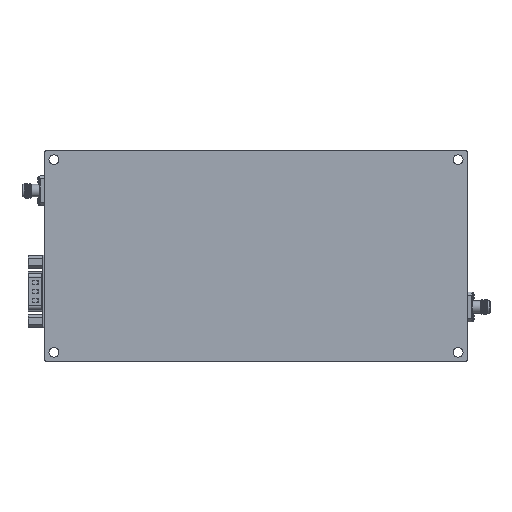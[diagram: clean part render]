
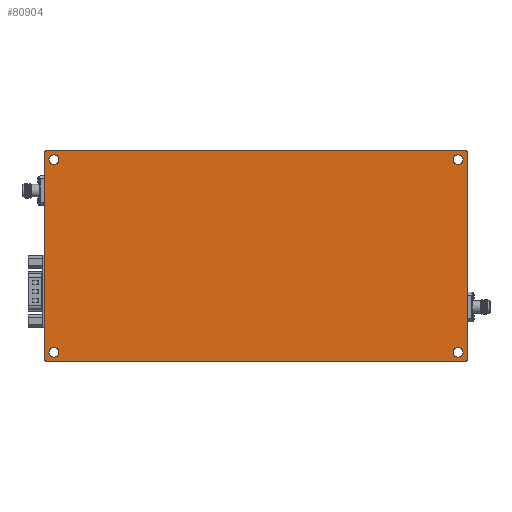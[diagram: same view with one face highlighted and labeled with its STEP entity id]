
A CAD part, front view. The second image highlights one B-rep face of the part: STEP entity #80904.
In plain terms, the highlighted planar face has unit normal (0, -1, 0).
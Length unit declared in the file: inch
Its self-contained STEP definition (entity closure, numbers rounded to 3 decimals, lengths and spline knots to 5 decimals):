
#230 = DIRECTION ( 'NONE',  ( 0., 0., 1. ) ) ;
#520 = CARTESIAN_POINT ( 'NONE',  ( 3.49331, -0.49213, -1.77165 ) ) ;
#748 = DIRECTION ( 'NONE',  ( 0., 0., 1. ) ) ;
#2614 = ORIENTED_EDGE ( 'NONE', *, *, #27058, .T. ) ;
#4347 = CARTESIAN_POINT ( 'NONE',  ( 3.49331, -0.49213, 1.77165 ) ) ;
#4416 = AXIS2_PLACEMENT_3D ( 'NONE', #95435, #89047, #74380 ) ;
#4517 = DIRECTION ( 'NONE',  ( 0., 1., 0. ) ) ;
#5418 = FACE_BOUND ( 'NONE', #39053, .T. ) ;
#8345 = EDGE_LOOP ( 'NONE', ( #36984, #33196 ) ) ;
#10562 = VERTEX_POINT ( 'NONE', #70176 ) ;
#10870 = EDGE_CURVE ( 'NONE', #45979, #90017, #23096, .T. ) ;
#11982 = VERTEX_POINT ( 'NONE', #28841 ) ;
#12650 = EDGE_LOOP ( 'NONE', ( #65949, #54965, #20425, #90513, #24832, #78630, #22654, #80296 ) ) ;
#12851 = CIRCLE ( 'NONE', #45727, 0.08268 ) ;
#13372 = CARTESIAN_POINT ( 'NONE',  ( -3.38583, -0.49213, 1.61417 ) ) ;
#17688 = CARTESIAN_POINT ( 'NONE',  ( 3.38583, -0.49213, 1.61417 ) ) ;
#17731 = ORIENTED_EDGE ( 'NONE', *, *, #59888, .T. ) ;
#17870 = CARTESIAN_POINT ( 'NONE',  ( -3.38583, -0.49213, 1.69685 ) ) ;
#17885 = CARTESIAN_POINT ( 'NONE',  ( -3.38583, -0.49213, -1.69685 ) ) ;
#18022 = DIRECTION ( 'NONE',  ( 0., 0., -1. ) ) ;
#19357 = LINE ( 'NONE', #20307, #46213 ) ;
#19571 = VERTEX_POINT ( 'NONE', #35112 ) ;
#19992 = CIRCLE ( 'NONE', #76271, 0.08268 ) ;
#20307 = CARTESIAN_POINT ( 'NONE',  ( -3.54331, -0.49213, 1.77165 ) ) ;
#20425 = ORIENTED_EDGE ( 'NONE', *, *, #10870, .F. ) ;
#20493 = VERTEX_POINT ( 'NONE', #88063 ) ;
#21087 = FACE_OUTER_BOUND ( 'NONE', #12650, .T. ) ;
#21329 = CIRCLE ( 'NONE', #60490, 0.05 ) ;
#22152 = EDGE_CURVE ( 'NONE', #11982, #20493, #76341, .T. ) ;
#22654 = ORIENTED_EDGE ( 'NONE', *, *, #69592, .F. ) ;
#23096 = LINE ( 'NONE', #52005, #95434 ) ;
#23149 = DIRECTION ( 'NONE',  ( 0., 0., 1. ) ) ;
#24046 = VERTEX_POINT ( 'NONE', #96561 ) ;
#24832 = ORIENTED_EDGE ( 'NONE', *, *, #53619, .F. ) ;
#24877 = CARTESIAN_POINT ( 'NONE',  ( 3.49331, -0.49213, -1.72165 ) ) ;
#25123 = EDGE_CURVE ( 'NONE', #45979, #27631, #79988, .T. ) ;
#26010 = DIRECTION ( 'NONE',  ( 0., 1., 0. ) ) ;
#26567 = DIRECTION ( 'NONE',  ( 0., 0., 1. ) ) ;
#26955 = AXIS2_PLACEMENT_3D ( 'NONE', #13372, #53037, #23149 ) ;
#27058 = EDGE_CURVE ( 'NONE', #60946, #19571, #33237, .T. ) ;
#27631 = VERTEX_POINT ( 'NONE', #4347 ) ;
#28841 = CARTESIAN_POINT ( 'NONE',  ( -3.49331, -0.49213, 1.77165 ) ) ;
#29430 = VERTEX_POINT ( 'NONE', #55591 ) ;
#30986 = VERTEX_POINT ( 'NONE', #66881 ) ;
#31030 = VERTEX_POINT ( 'NONE', #60496 ) ;
#31112 = DIRECTION ( 'NONE',  ( 0., 1., 0. ) ) ;
#31240 = EDGE_CURVE ( 'NONE', #29430, #24046, #84549, .T. ) ;
#33181 = EDGE_CURVE ( 'NONE', #30986, #10562, #12851, .T. ) ;
#33196 = ORIENTED_EDGE ( 'NONE', *, *, #61745, .T. ) ;
#33237 = CIRCLE ( 'NONE', #26955, 0.08268 ) ;
#33494 = CARTESIAN_POINT ( 'NONE',  ( 0., -0.49213, 0. ) ) ;
#35112 = CARTESIAN_POINT ( 'NONE',  ( -3.38583, -0.49213, 1.5315 ) ) ;
#35465 = CARTESIAN_POINT ( 'NONE',  ( 3.54331, -0.49213, 1.72165 ) ) ;
#35804 = DIRECTION ( 'NONE',  ( 0., 0., 1. ) ) ;
#36984 = ORIENTED_EDGE ( 'NONE', *, *, #51723, .T. ) ;
#38124 = CIRCLE ( 'NONE', #45961, 0.08268 ) ;
#39053 = EDGE_LOOP ( 'NONE', ( #39893, #61817 ) ) ;
#39893 = ORIENTED_EDGE ( 'NONE', *, *, #96595, .T. ) ;
#40219 = CARTESIAN_POINT ( 'NONE',  ( 3.54331, -0.49213, -1.72165 ) ) ;
#40259 = DIRECTION ( 'NONE',  ( 0., 0., 1. ) ) ;
#42363 = AXIS2_PLACEMENT_3D ( 'NONE', #57970, #42794, #57012 ) ;
#42794 = DIRECTION ( 'NONE',  ( 0., -1., 0. ) ) ;
#43280 = DIRECTION ( 'NONE',  ( 0., 0., 1. ) ) ;
#44333 = DIRECTION ( 'NONE',  ( 0., 1., 0. ) ) ;
#45640 = DIRECTION ( 'NONE',  ( -1., 0., 0. ) ) ;
#45727 = AXIS2_PLACEMENT_3D ( 'NONE', #95172, #66292, #43280 ) ;
#45961 = AXIS2_PLACEMENT_3D ( 'NONE', #57886, #4517, #26567 ) ;
#45979 = VERTEX_POINT ( 'NONE', #35465 ) ;
#46213 = VECTOR ( 'NONE', #50186, 39.37008 ) ;
#47609 = LINE ( 'NONE', #49074, #64689 ) ;
#47900 = CIRCLE ( 'NONE', #52607, 0.08268 ) ;
#48570 = DIRECTION ( 'NONE',  ( 0., 1., 0. ) ) ;
#49074 = CARTESIAN_POINT ( 'NONE',  ( -3.54331, -0.49213, 1.77165 ) ) ;
#50186 = DIRECTION ( 'NONE',  ( 1., 0., 0. ) ) ;
#50452 = AXIS2_PLACEMENT_3D ( 'NONE', #33494, #56034, #50972 ) ;
#50721 = CARTESIAN_POINT ( 'NONE',  ( -3.38583, -0.49213, 1.61417 ) ) ;
#50972 = DIRECTION ( 'NONE',  ( 0., 0., -1. ) ) ;
#51723 = EDGE_CURVE ( 'NONE', #57047, #85520, #75762, .T. ) ;
#52005 = CARTESIAN_POINT ( 'NONE',  ( 3.54331, -0.49213, 1.77165 ) ) ;
#52607 = AXIS2_PLACEMENT_3D ( 'NONE', #64982, #55719, #80133 ) ;
#53037 = DIRECTION ( 'NONE',  ( 0., 1., 0. ) ) ;
#53167 = DIRECTION ( 'NONE',  ( 0., 0., -1. ) ) ;
#53619 = EDGE_CURVE ( 'NONE', #11982, #27631, #19357, .T. ) ;
#53960 = CARTESIAN_POINT ( 'NONE',  ( -3.54331, -0.49213, -1.77165 ) ) ;
#54127 = ORIENTED_EDGE ( 'NONE', *, *, #33181, .T. ) ;
#54965 = ORIENTED_EDGE ( 'NONE', *, *, #62979, .T. ) ;
#55442 = AXIS2_PLACEMENT_3D ( 'NONE', #90358, #31112, #748 ) ;
#55535 = AXIS2_PLACEMENT_3D ( 'NONE', #94570, #48570, #35804 ) ;
#55591 = CARTESIAN_POINT ( 'NONE',  ( -3.54331, -0.49213, -1.72165 ) ) ;
#55719 = DIRECTION ( 'NONE',  ( 0., 1., 0. ) ) ;
#56034 = DIRECTION ( 'NONE',  ( 0., -1., 0. ) ) ;
#56242 = AXIS2_PLACEMENT_3D ( 'NONE', #17688, #26010, #63719 ) ;
#57012 = DIRECTION ( 'NONE',  ( 0., 0., -1. ) ) ;
#57047 = VERTEX_POINT ( 'NONE', #72823 ) ;
#57886 = CARTESIAN_POINT ( 'NONE',  ( 3.38583, -0.49213, 1.61417 ) ) ;
#57970 = CARTESIAN_POINT ( 'NONE',  ( -3.49331, -0.49213, -1.72165 ) ) ;
#59352 = DIRECTION ( 'NONE',  ( 0., 0., -1. ) ) ;
#59888 = EDGE_CURVE ( 'NONE', #10562, #30986, #71127, .T. ) ;
#60490 = AXIS2_PLACEMENT_3D ( 'NONE', #24877, #87375, #18022 ) ;
#60496 = CARTESIAN_POINT ( 'NONE',  ( 3.38583, -0.49213, 1.5315 ) ) ;
#60946 = VERTEX_POINT ( 'NONE', #17870 ) ;
#61745 = EDGE_CURVE ( 'NONE', #85520, #57047, #47900, .T. ) ;
#61817 = ORIENTED_EDGE ( 'NONE', *, *, #70835, .T. ) ;
#61940 = DIRECTION ( 'NONE',  ( 0., -1., 0. ) ) ;
#62979 = EDGE_CURVE ( 'NONE', #78903, #90017, #21329, .T. ) ;
#63242 = EDGE_LOOP ( 'NONE', ( #2614, #88627 ) ) ;
#63719 = DIRECTION ( 'NONE',  ( 0., 0., 1. ) ) ;
#64689 = VECTOR ( 'NONE', #40259, 39.37008 ) ;
#64859 = CARTESIAN_POINT ( 'NONE',  ( 3.38583, -0.49213, 1.69685 ) ) ;
#64982 = CARTESIAN_POINT ( 'NONE',  ( -3.38583, -0.49213, -1.61417 ) ) ;
#65416 = EDGE_CURVE ( 'NONE', #19571, #60946, #19992, .T. ) ;
#65949 = ORIENTED_EDGE ( 'NONE', *, *, #86346, .F. ) ;
#66292 = DIRECTION ( 'NONE',  ( 0., 1., 0. ) ) ;
#66881 = CARTESIAN_POINT ( 'NONE',  ( 3.38583, -0.49213, -1.69685 ) ) ;
#67902 = VERTEX_POINT ( 'NONE', #64859 ) ;
#69592 = EDGE_CURVE ( 'NONE', #29430, #20493, #47609, .T. ) ;
#70176 = CARTESIAN_POINT ( 'NONE',  ( 3.38583, -0.49213, -1.5315 ) ) ;
#70835 = EDGE_CURVE ( 'NONE', #31030, #67902, #38124, .T. ) ;
#71127 = CIRCLE ( 'NONE', #55535, 0.08268 ) ;
#71926 = EDGE_LOOP ( 'NONE', ( #17731, #54127 ) ) ;
#72823 = CARTESIAN_POINT ( 'NONE',  ( -3.38583, -0.49213, -1.5315 ) ) ;
#74380 = DIRECTION ( 'NONE',  ( 0., 0., -1. ) ) ;
#75762 = CIRCLE ( 'NONE', #55442, 0.08268 ) ;
#76271 = AXIS2_PLACEMENT_3D ( 'NONE', #50721, #44333, #230 ) ;
#76341 = CIRCLE ( 'NONE', #4416, 0.05 ) ;
#78630 = ORIENTED_EDGE ( 'NONE', *, *, #22152, .T. ) ;
#78903 = VERTEX_POINT ( 'NONE', #520 ) ;
#79988 = CIRCLE ( 'NONE', #92502, 0.05 ) ;
#80133 = DIRECTION ( 'NONE',  ( 0., 0., 1. ) ) ;
#80296 = ORIENTED_EDGE ( 'NONE', *, *, #31240, .T. ) ;
#80904 = ADVANCED_FACE ( 'NONE', ( #81306, #5418, #93227, #88155, #21087 ), #88642, .T. ) ;
#81306 = FACE_BOUND ( 'NONE', #63242, .T. ) ;
#83316 = LINE ( 'NONE', #53960, #89996 ) ;
#84549 = CIRCLE ( 'NONE', #42363, 0.05 ) ;
#85520 = VERTEX_POINT ( 'NONE', #17885 ) ;
#86346 = EDGE_CURVE ( 'NONE', #78903, #24046, #83316, .T. ) ;
#87375 = DIRECTION ( 'NONE',  ( 0., -1., 0. ) ) ;
#88063 = CARTESIAN_POINT ( 'NONE',  ( -3.54331, -0.49213, 1.72165 ) ) ;
#88155 = FACE_BOUND ( 'NONE', #8345, .T. ) ;
#88627 = ORIENTED_EDGE ( 'NONE', *, *, #65416, .T. ) ;
#88642 = PLANE ( 'NONE',  #50452 ) ;
#89047 = DIRECTION ( 'NONE',  ( 0., -1., 0. ) ) ;
#89996 = VECTOR ( 'NONE', #45640, 39.37008 ) ;
#90017 = VERTEX_POINT ( 'NONE', #40219 ) ;
#90354 = CARTESIAN_POINT ( 'NONE',  ( 3.49331, -0.49213, 1.72165 ) ) ;
#90358 = CARTESIAN_POINT ( 'NONE',  ( -3.38583, -0.49213, -1.61417 ) ) ;
#90513 = ORIENTED_EDGE ( 'NONE', *, *, #25123, .T. ) ;
#90619 = CIRCLE ( 'NONE', #56242, 0.08268 ) ;
#92502 = AXIS2_PLACEMENT_3D ( 'NONE', #90354, #61940, #53167 ) ;
#93227 = FACE_BOUND ( 'NONE', #71926, .T. ) ;
#94570 = CARTESIAN_POINT ( 'NONE',  ( 3.38583, -0.49213, -1.61417 ) ) ;
#95172 = CARTESIAN_POINT ( 'NONE',  ( 3.38583, -0.49213, -1.61417 ) ) ;
#95434 = VECTOR ( 'NONE', #59352, 39.37008 ) ;
#95435 = CARTESIAN_POINT ( 'NONE',  ( -3.49331, -0.49213, 1.72165 ) ) ;
#96561 = CARTESIAN_POINT ( 'NONE',  ( -3.49331, -0.49213, -1.77165 ) ) ;
#96595 = EDGE_CURVE ( 'NONE', #67902, #31030, #90619, .T. ) ;
